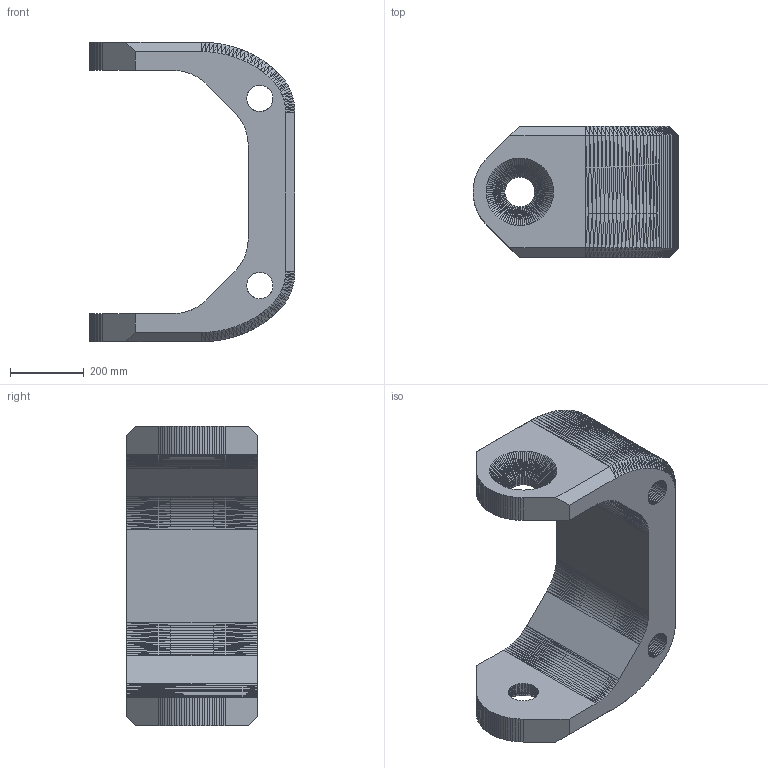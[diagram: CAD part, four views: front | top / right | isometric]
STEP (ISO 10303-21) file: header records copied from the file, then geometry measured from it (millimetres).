
FILE_DESCRIPTION(/* description */ (''),/* implementation_level */ '2;1');
FILE_NAME(/* name */ 'front hub mount.stp',/* time_stamp */ '2023-08-09T18:02:17+05:00',/* author */ ('ahmed'),/* organization */ (''),/* preprocessor_version */ 'ST-DEVELOPER v17',/* originating_system */ 'Autodesk Inventor 2019',/* authorisation */ '');
FILE_SCHEMA (('AUTOMOTIVE_DESIGN { 1 0 10303 214 3 1 1 }'));
Products named in the file (1): front hub mount
Bounding box: 558.8 x 355.6 x 812.8 mm (x, y, z)
Volume: 53143521.7 mm3; surface area: 1505527.4 mm2
Topology: 1 solids, 1 shells, 1362 faces, 2708 edges, 1348 vertices
Faces by surface type: bspline 1362
Entity records: 46247 total; most frequent: CARTESIAN_POINT 28557, ORIENTED_EDGE 5416, B_SPLINE_CURVE_WITH_KNOTS 2708, EDGE_CURVE 2708, EDGE_LOOP 1370, FACE_OUTER_BOUND 1362, B_SPLINE_SURFACE_WITH_KNOTS 1362, ADVANCED_FACE 1362
